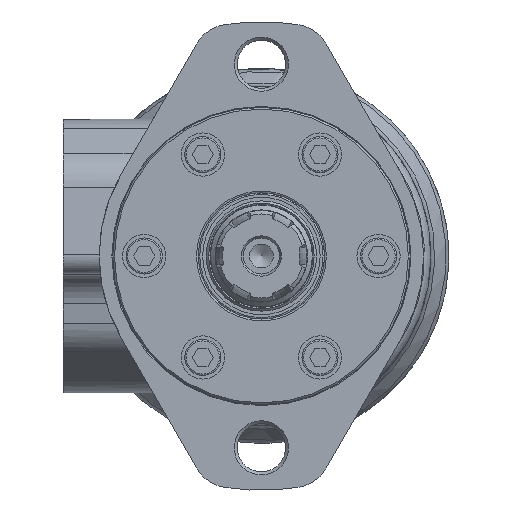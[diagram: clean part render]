
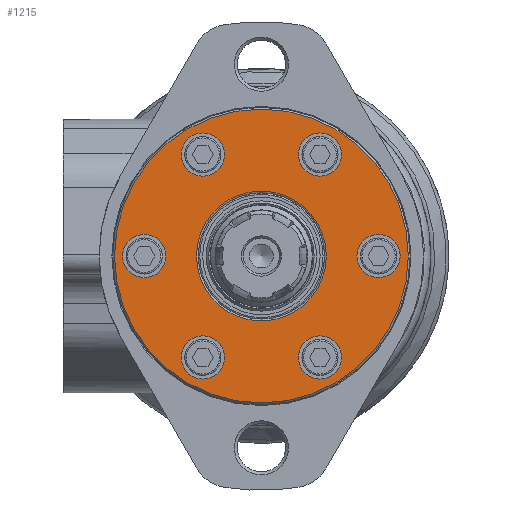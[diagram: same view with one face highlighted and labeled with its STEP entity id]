
A CAD part, left-side view. The second image highlights one B-rep face of the part: STEP entity #1215.
In plain terms, the highlighted planar face has unit normal (-1, 0, 0).
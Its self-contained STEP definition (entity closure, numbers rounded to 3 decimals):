
#1215 = ADVANCED_FACE( '', ( #2564, #2565, #2566, #2567, #2568, #2569, #2570, #2571 ), #2572, .F. );
#2564 = FACE_OUTER_BOUND( '', #4018, .T. );
#2565 = FACE_BOUND( '', #4019, .T. );
#2566 = FACE_BOUND( '', #4020, .T. );
#2567 = FACE_BOUND( '', #4021, .T. );
#2568 = FACE_BOUND( '', #4022, .T. );
#2569 = FACE_BOUND( '', #4023, .T. );
#2570 = FACE_BOUND( '', #4024, .T. );
#2571 = FACE_BOUND( '', #4025, .T. );
#2572 = PLANE( '', #4026 );
#4018 = EDGE_LOOP( '', ( #6986 ) );
#4019 = EDGE_LOOP( '', ( #6987 ) );
#4020 = EDGE_LOOP( '', ( #6988 ) );
#4021 = EDGE_LOOP( '', ( #6989 ) );
#4022 = EDGE_LOOP( '', ( #6990 ) );
#4023 = EDGE_LOOP( '', ( #6991 ) );
#4024 = EDGE_LOOP( '', ( #6992 ) );
#4025 = EDGE_LOOP( '', ( #6993 ) );
#4026 = AXIS2_PLACEMENT_3D( '', #6994, #6995, #6996 );
#6986 = ORIENTED_EDGE( '', *, *, #8969, .F. );
#6987 = ORIENTED_EDGE( '', *, *, #8998, .F. );
#6988 = ORIENTED_EDGE( '', *, *, #7853, .T. );
#6989 = ORIENTED_EDGE( '', *, *, #8595, .T. );
#6990 = ORIENTED_EDGE( '', *, *, #8693, .T. );
#6991 = ORIENTED_EDGE( '', *, *, #8907, .T. );
#6992 = ORIENTED_EDGE( '', *, *, #8310, .T. );
#6993 = ORIENTED_EDGE( '', *, *, #8999, .T. );
#6994 = CARTESIAN_POINT( '', ( 0., 0., 0. ) );
#6995 = DIRECTION( '', ( 1., 0., 0. ) );
#6996 = DIRECTION( '', ( 0., 0., -1. ) );
#7853 = EDGE_CURVE( '', #9166, #9166, #9167, .T. );
#8310 = EDGE_CURVE( '', #9933, #9933, #9934, .T. );
#8595 = EDGE_CURVE( '', #10364, #10364, #10365, .T. );
#8693 = EDGE_CURVE( '', #10494, #10494, #10495, .T. );
#8907 = EDGE_CURVE( '', #10770, #10770, #10771, .T. );
#8969 = EDGE_CURVE( '', #10846, #10846, #10847, .T. );
#8998 = EDGE_CURVE( '', #10877, #10877, #10878, .F. );
#8999 = EDGE_CURVE( '', #10879, #10879, #10880, .T. );
#9166 = VERTEX_POINT( '', #11065 );
#9167 = CIRCLE( '', #11066, 6. );
#9933 = VERTEX_POINT( '', #12690 );
#9934 = CIRCLE( '', #12691, 6. );
#10364 = VERTEX_POINT( '', #13403 );
#10365 = CIRCLE( '', #13404, 6. );
#10494 = VERTEX_POINT( '', #13726 );
#10495 = CIRCLE( '', #13727, 6. );
#10770 = VERTEX_POINT( '', #14318 );
#10771 = CIRCLE( '', #14319, 6. );
#10846 = VERTEX_POINT( '', #14449 );
#10847 = CIRCLE( '', #14450, 40.75 );
#10877 = VERTEX_POINT( '', #14496 );
#10878 = CIRCLE( '', #14497, 6. );
#10879 = VERTEX_POINT( '', #14498 );
#10880 = CIRCLE( '', #14499, 18. );
#11065 = CARTESIAN_POINT( '', ( 0., 16.25, -34.146 ) );
#11066 = AXIS2_PLACEMENT_3D( '', #14771, #14772, #14773 );
#12690 = CARTESIAN_POINT( '', ( 0., 16.25, 22.146 ) );
#12691 = AXIS2_PLACEMENT_3D( '', #15319, #15320, #15321 );
#13403 = CARTESIAN_POINT( '', ( 0., -16.25, -34.146 ) );
#13404 = AXIS2_PLACEMENT_3D( '', #15684, #15685, #15686 );
#13726 = CARTESIAN_POINT( '', ( 0., -32.5, -6. ) );
#13727 = AXIS2_PLACEMENT_3D( '', #15792, #15793, #15794 );
#14318 = CARTESIAN_POINT( '', ( 0., -16.25, 22.146 ) );
#14319 = AXIS2_PLACEMENT_3D( '', #15984, #15985, #15986 );
#14449 = CARTESIAN_POINT( '', ( 0., 0., -40.75 ) );
#14450 = AXIS2_PLACEMENT_3D( '', #16032, #16033, #16034 );
#14496 = CARTESIAN_POINT( '', ( 0., 32.5, -6. ) );
#14497 = AXIS2_PLACEMENT_3D( '', #16050, #16051, #16052 );
#14498 = CARTESIAN_POINT( '', ( 0., 0., -18. ) );
#14499 = AXIS2_PLACEMENT_3D( '', #16053, #16054, #16055 );
#14771 = CARTESIAN_POINT( '', ( 0., 16.25, -28.146 ) );
#14772 = DIRECTION( '', ( 1., 0., 0. ) );
#14773 = DIRECTION( '', ( 0., 0., -1. ) );
#15319 = CARTESIAN_POINT( '', ( 0., 16.25, 28.146 ) );
#15320 = DIRECTION( '', ( 1., 0., 0. ) );
#15321 = DIRECTION( '', ( 0., 0., -1. ) );
#15684 = CARTESIAN_POINT( '', ( 0., -16.25, -28.146 ) );
#15685 = DIRECTION( '', ( 1., 0., 0. ) );
#15686 = DIRECTION( '', ( 0., 0., -1. ) );
#15792 = CARTESIAN_POINT( '', ( 0., -32.5, 0. ) );
#15793 = DIRECTION( '', ( 1., 0., 0. ) );
#15794 = DIRECTION( '', ( 0., 0., -1. ) );
#15984 = CARTESIAN_POINT( '', ( 0., -16.25, 28.146 ) );
#15985 = DIRECTION( '', ( 1., 0., 0. ) );
#15986 = DIRECTION( '', ( 0., 0., -1. ) );
#16032 = CARTESIAN_POINT( '', ( 0., 0., 0. ) );
#16033 = DIRECTION( '', ( 1., 0., 0. ) );
#16034 = DIRECTION( '', ( 0., 0., -1. ) );
#16050 = CARTESIAN_POINT( '', ( 0., 32.5, 0. ) );
#16051 = DIRECTION( '', ( 1., 0., 0. ) );
#16052 = DIRECTION( '', ( 0., 0., -1. ) );
#16053 = CARTESIAN_POINT( '', ( 0., 0., 0. ) );
#16054 = DIRECTION( '', ( 1., 0., 0. ) );
#16055 = DIRECTION( '', ( 0., 0., -1. ) );
